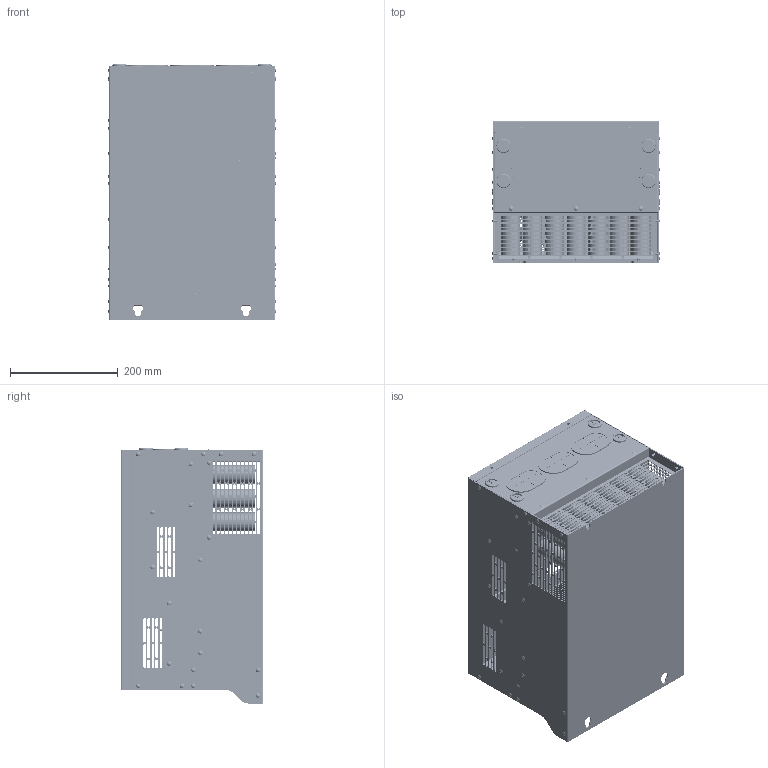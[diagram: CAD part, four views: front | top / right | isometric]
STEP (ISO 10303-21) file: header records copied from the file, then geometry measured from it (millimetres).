
FILE_DESCRIPTION((''),'2;1');
FILE_NAME('SD600-4T-75KW','2021-05-06T',('ranqinwen'),(''),'CREO PARAMETRIC BY PTC INC, 2016260','CREO PARAMETRIC BY PTC INC, 2016260','');
FILE_SCHEMA(('AUTOMOTIVE_DESIGN { 1 0 10303 214 1 1 1 1 }'));
Products named in the file (1): SD600-4T-75KW
Bounding box: 310.4 x 263 x 472.75 mm (x, y, z)
Surface area: 4433463.8 mm2 (no closed solid volume)
Topology: 0 solids, 185 shells, 10992 faces, 29195 edges, 19045 vertices
Faces by surface type: plane 7256, cylinder 2526, cone 640, torus 242, bspline 234, sphere 94
Entity records: 505856 total; most frequent: CARTESIAN_POINT 67969, ORIENTED_EDGE 57994, DIRECTION 57741, PRESENTATION_STYLE_ASSIGNMENT 39079, STYLED_ITEM 29182, CURVE_STYLE 28997, EDGE_CURVE 28997, VECTOR 21253
